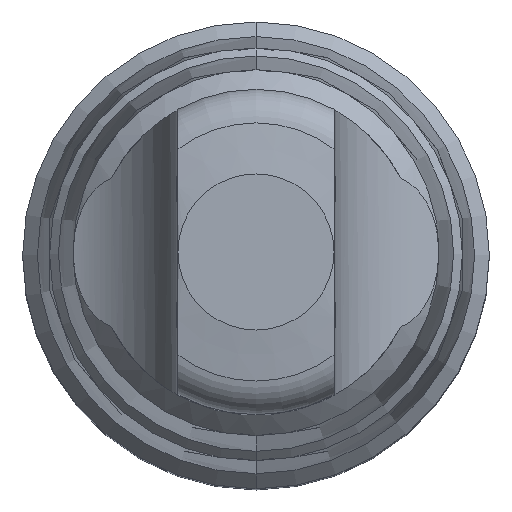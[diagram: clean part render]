
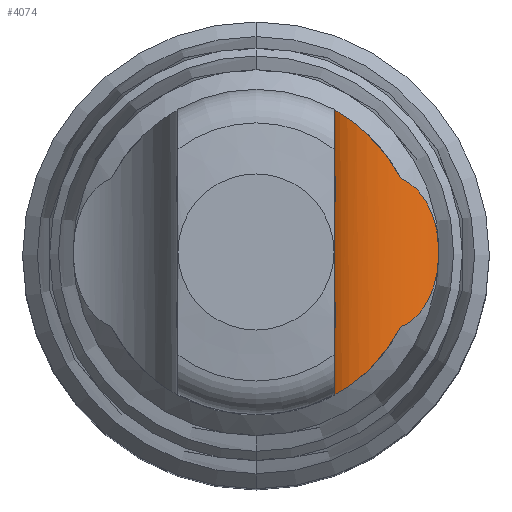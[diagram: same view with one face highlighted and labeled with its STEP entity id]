
A CAD part, top view. The second image highlights one B-rep face of the part: STEP entity #4074.
In plain terms, the highlighted cylindrical face has radius 6.35 mm (diameter 12.7 mm), a partial arc.
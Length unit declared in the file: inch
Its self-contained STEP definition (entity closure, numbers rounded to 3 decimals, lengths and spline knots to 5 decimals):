
#1677=CARTESIAN_POINT('',(0.23224,0.11801,3.656));
#1678=CARTESIAN_POINT('',(0.23418,0.11732,
3.65465));
#1679=CARTESIAN_POINT('',(0.23805,0.11571,
3.65204));
#1680=CARTESIAN_POINT('',(0.24379,0.11255,
3.64839));
#1681=CARTESIAN_POINT('',(0.24946,0.10863,
3.645));
#1682=CARTESIAN_POINT('',(0.25509,0.10386,
3.64183));
#1683=CARTESIAN_POINT('',(0.26061,0.09822,
3.63891));
#1684=CARTESIAN_POINT('',(0.26604,0.09158,
3.63619));
#1685=CARTESIAN_POINT('',(0.27132,0.08384,
3.63372));
#1686=CARTESIAN_POINT('',(0.27631,0.07499,
3.63151));
#1687=CARTESIAN_POINT('',(0.28096,0.0649,
3.62957));
#1688=CARTESIAN_POINT('',(0.28506,0.05366,
3.62795));
#1689=CARTESIAN_POINT('',(0.28849,0.04131,
3.62666));
#1690=CARTESIAN_POINT('',(0.29108,0.02804,
3.62573));
#1691=CARTESIAN_POINT('',(0.29268,0.01412,
3.62517));
#1692=CARTESIAN_POINT('',(0.29304,0.00474,
3.62504));
#1693=CARTESIAN_POINT('',(0.29304,0.,3.62504));
#1778=CARTESIAN_POINT('',(0.29304,0.,3.62504));
#1779=CARTESIAN_POINT('',(0.29304,-0.00473,
3.62504));
#1780=CARTESIAN_POINT('',(0.29268,-0.0141,
3.62517));
#1781=CARTESIAN_POINT('',(0.29109,-0.02798,
3.62573));
#1782=CARTESIAN_POINT('',(0.28851,-0.04124,
3.62666));
#1783=CARTESIAN_POINT('',(0.28508,-0.05359,
3.62795));
#1784=CARTESIAN_POINT('',(0.28097,-0.06485,
3.62957));
#1785=CARTESIAN_POINT('',(0.27633,-0.07495,
3.6315));
#1786=CARTESIAN_POINT('',(0.27134,-0.0838,
3.63371));
#1787=CARTESIAN_POINT('',(0.26608,-0.09152,
3.63618));
#1788=CARTESIAN_POINT('',(0.26068,-0.09814,
3.63887));
#1789=CARTESIAN_POINT('',(0.25513,-0.10382,
3.64181));
#1790=CARTESIAN_POINT('',(0.24951,-0.10859,
3.64497));
#1791=CARTESIAN_POINT('',(0.24384,-0.11252,
3.64836));
#1792=CARTESIAN_POINT('',(0.23807,-0.1157,
3.65203));
#1793=CARTESIAN_POINT('',(0.23419,-0.11732,
3.65464));
#1794=CARTESIAN_POINT('',(0.23224,-0.11801,3.656));
#1845=CARTESIAN_POINT('',(0.125,0.22855,3.86123));
#1846=CARTESIAN_POINT('',(0.125,0.22855,3.85543));
#1847=CARTESIAN_POINT('',(0.1254,0.22833,
3.8439));
#1848=CARTESIAN_POINT('',(0.1272,0.22734,
3.82669));
#1849=CARTESIAN_POINT('',(0.13014,0.22568,
3.80987));
#1850=CARTESIAN_POINT('',(0.13417,0.22331,
3.79346));
#1851=CARTESIAN_POINT('',(0.13917,0.22024,
3.77772));
#1852=CARTESIAN_POINT('',(0.14506,0.21642,
3.76268));
#1853=CARTESIAN_POINT('',(0.15169,0.21184,
3.74849));
#1854=CARTESIAN_POINT('',(0.15895,0.20646,
3.73515));
#1855=CARTESIAN_POINT('',(0.16668,0.20028,
3.72277));
#1856=CARTESIAN_POINT('',(0.17475,0.1933,
3.71135));
#1857=CARTESIAN_POINT('',(0.18313,0.1854,
3.70078));
#1858=CARTESIAN_POINT('',(0.19167,0.17657,
3.6911));
#1859=CARTESIAN_POINT('',(0.20021,0.16684,
3.68235));
#1860=CARTESIAN_POINT('',(0.20868,0.15614,
3.67447));
#1861=CARTESIAN_POINT('',(0.21695,0.14444,
3.66743));
#1862=CARTESIAN_POINT('',(0.22488,0.13179,
3.66124));
#1863=CARTESIAN_POINT('',(0.22985,0.12271,
3.65766));
#1864=CARTESIAN_POINT('',(0.23224,0.11801,3.656));
#1922=CARTESIAN_POINT('',(0.23224,-0.11801,3.656));
#1923=CARTESIAN_POINT('',(0.22985,-0.12271,
3.65766));
#1924=CARTESIAN_POINT('',(0.22488,-0.13179,
3.66124));
#1925=CARTESIAN_POINT('',(0.21695,-0.14444,
3.66743));
#1926=CARTESIAN_POINT('',(0.20868,-0.15614,
3.67447));
#1927=CARTESIAN_POINT('',(0.20021,-0.16684,
3.68236));
#1928=CARTESIAN_POINT('',(0.19167,-0.17657,
3.6911));
#1929=CARTESIAN_POINT('',(0.18313,-0.1854,
3.70078));
#1930=CARTESIAN_POINT('',(0.17475,-0.1933,
3.71136));
#1931=CARTESIAN_POINT('',(0.16668,-0.20028,
3.72277));
#1932=CARTESIAN_POINT('',(0.15895,-0.20646,
3.73515));
#1933=CARTESIAN_POINT('',(0.15169,-0.21184,
3.74849));
#1934=CARTESIAN_POINT('',(0.14506,-0.21642,
3.76268));
#1935=CARTESIAN_POINT('',(0.13917,-0.22024,
3.77772));
#1936=CARTESIAN_POINT('',(0.13417,-0.22331,
3.79346));
#1937=CARTESIAN_POINT('',(0.13014,-0.22568,
3.80987));
#1938=CARTESIAN_POINT('',(0.1272,-0.22734,
3.8267));
#1939=CARTESIAN_POINT('',(0.1254,-0.22833,
3.8439));
#1940=CARTESIAN_POINT('',(0.125,-0.22855,3.85543));
#1941=CARTESIAN_POINT('',(0.125,-0.22855,3.86123));
#2109=DIRECTION('',(0.,1.,0.));
#2110=VECTOR('',#2109,0.4571);
#2111=CARTESIAN_POINT('',(0.125,-0.22855,3.86123));
#2112=LINE('',#2111,#2110);
#2347=CARTESIAN_POINT('',(0.125,-0.22855,3.86123));
#2348=CARTESIAN_POINT('',(0.125,0.22855,3.86123));
#2349=VERTEX_POINT('',#2347);
#2350=VERTEX_POINT('',#2348);
#2351=VERTEX_POINT('',#1677);
#2352=VERTEX_POINT('',#1693);
#2353=VERTEX_POINT('',#1794);
#4062=CARTESIAN_POINT('',(0.375,-0.4485,3.86123));
#4063=DIRECTION('',(0.,1.,0.));
#4064=DIRECTION('',(0.,0.,-1.));
#4065=AXIS2_PLACEMENT_3D('',#4062,#4063,#4064);
#4066=CYLINDRICAL_SURFACE('',#4065,0.25);
#4067=ORIENTED_EDGE('',*,*,#4050,.T.);
#4068=ORIENTED_EDGE('',*,*,#3979,.T.);
#4069=ORIENTED_EDGE('',*,*,#3893,.T.);
#4070=ORIENTED_EDGE('',*,*,#3927,.T.);
#4071=ORIENTED_EDGE('',*,*,#3998,.T.);
#4072=EDGE_LOOP('',(#4067,#4068,#4069,#4070,#4071));
#4073=FACE_OUTER_BOUND('',#4072,.F.);
#1694=B_SPLINE_CURVE_WITH_KNOTS('',3,(#1677,#1678,#1679,#1680,#1681,#1682,#1683,
#1684,#1685,#1686,#1687,#1688,#1689,#1690,#1691,#1692,#1693),.UNSPECIFIED.,.F.,
.F.,(4,1,1,1,1,1,1,1,1,1,1,1,1,1,4),(0.,0.07143,0.14286,
0.21429,0.28571,0.35714,0.42857,0.5,
0.57143,0.64286,0.71429,0.78571,
0.85714,0.92857,1.),.UNSPECIFIED.);
#1795=B_SPLINE_CURVE_WITH_KNOTS('',3,(#1778,#1779,#1780,#1781,#1782,#1783,#1784,
#1785,#1786,#1787,#1788,#1789,#1790,#1791,#1792,#1793,#1794),.UNSPECIFIED.,.F.,
.F.,(4,1,1,1,1,1,1,1,1,1,1,1,1,1,4),(0.,0.07143,0.14286,
0.21429,0.28571,0.35714,0.42857,0.5,
0.57143,0.64286,0.71429,0.78571,
0.85714,0.92857,1.),.UNSPECIFIED.);
#1865=B_SPLINE_CURVE_WITH_KNOTS('',3,(#1845,#1846,#1847,#1848,#1849,#1850,#1851,
#1852,#1853,#1854,#1855,#1856,#1857,#1858,#1859,#1860,#1861,#1862,#1863,#1864),
.UNSPECIFIED.,.F.,.F.,(4,1,1,1,1,1,1,1,1,1,1,1,1,1,1,1,1,4),(0.,
0.05882,0.11765,0.17647,0.23529,
0.29412,0.35294,0.41176,0.47059,
0.52941,0.58824,0.64706,0.70588,
0.76471,0.82353,0.88235,0.94118,1.),
.UNSPECIFIED.);
#1942=B_SPLINE_CURVE_WITH_KNOTS('',3,(#1922,#1923,#1924,#1925,#1926,#1927,#1928,
#1929,#1930,#1931,#1932,#1933,#1934,#1935,#1936,#1937,#1938,#1939,#1940,#1941),
.UNSPECIFIED.,.F.,.F.,(4,1,1,1,1,1,1,1,1,1,1,1,1,1,1,1,1,4),(0.,
0.05882,0.11765,0.17647,0.23529,
0.29412,0.35294,0.41176,0.47059,
0.52941,0.58824,0.64706,0.70588,
0.76471,0.82353,0.88235,0.94118,1.),
.UNSPECIFIED.);
#3893=EDGE_CURVE('',#2351,#2352,#1694,.T.);
#3927=EDGE_CURVE('',#2352,#2353,#1795,.T.);
#3979=EDGE_CURVE('',#2350,#2351,#1865,.T.);
#3998=EDGE_CURVE('',#2353,#2349,#1942,.T.);
#4050=EDGE_CURVE('',#2349,#2350,#2112,.T.);
#4074=ADVANCED_FACE('',(#4073),#4066,.F.);
